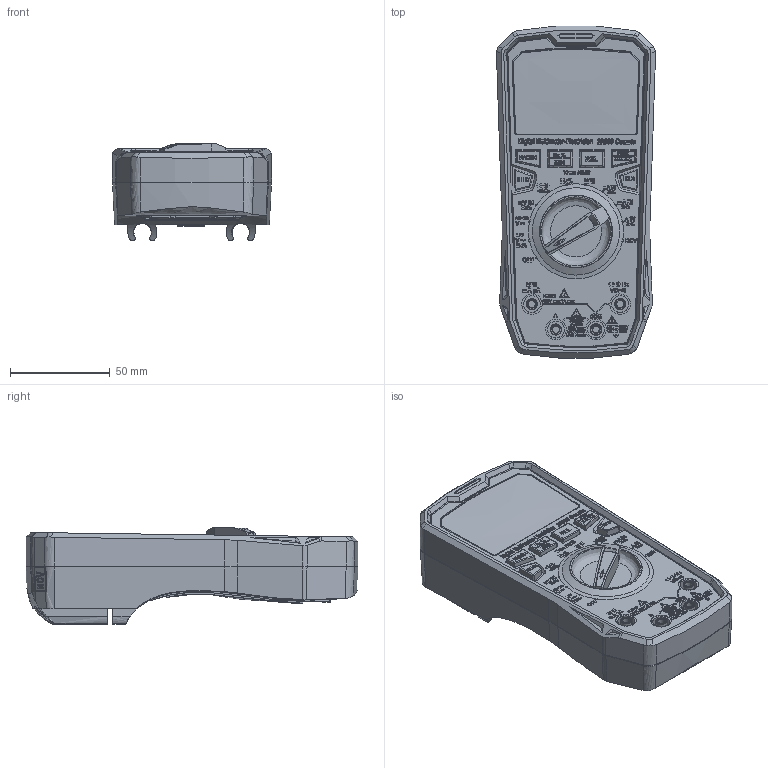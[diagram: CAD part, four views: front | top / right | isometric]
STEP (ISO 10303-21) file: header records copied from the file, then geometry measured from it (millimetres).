
FILE_DESCRIPTION(('FreeCAD Model'),'2;1');
FILE_NAME('Open CASCADE Shape Model','2025-05-05T08:13:52',('FreeCAD'),( 'FreeCAD'),'Open CASCADE STEP processor 7.6','FreeCAD','Unknown');
FILE_SCHEMA(('AUTOMOTIVE_DESIGN { 1 0 10303 214 1 1 1 1 }'));
Products named in the file (1): Open CASCADE STEP translator 7.6 1
Bounding box: 79.65 x 166.27 x 48.39 mm (x, y, z)
Volume: 381774.2 mm3; surface area: 115593.6 mm2
Topology: 204 solids, 204 shells, 6224 faces, 15669 edges, 10307 vertices
Faces by surface type: bspline 6224
Entity records: 304943 total; most frequent: CARTESIAN_POINT 207026, ORIENTED_EDGE 31284, EDGE_CURVE 15642, B_SPLINE_CURVE_WITH_KNOTS 14869, VERTEX_POINT 10307, FACE_BOUND 6708, EDGE_LOOP 6708, ADVANCED_FACE 6224
